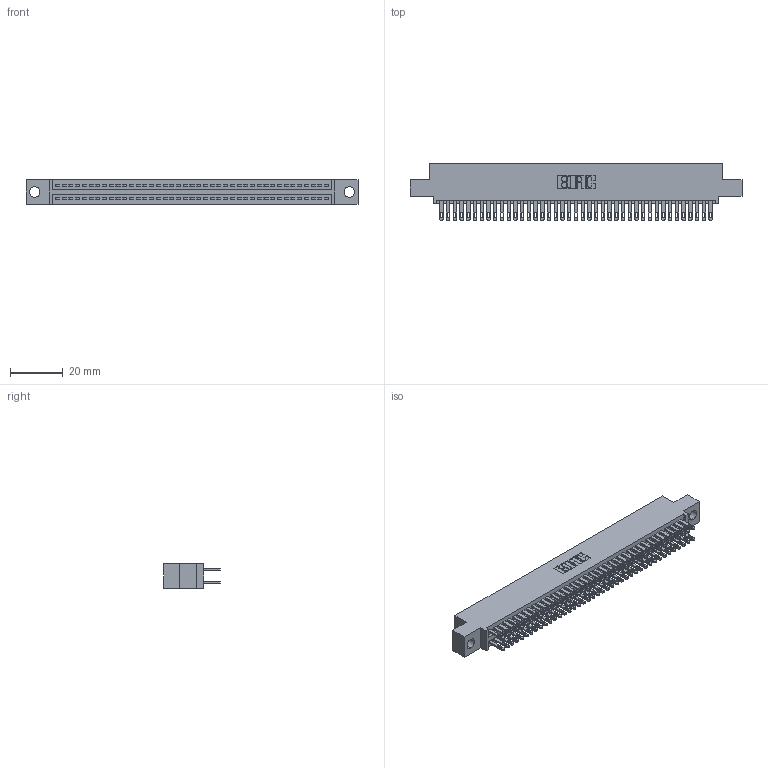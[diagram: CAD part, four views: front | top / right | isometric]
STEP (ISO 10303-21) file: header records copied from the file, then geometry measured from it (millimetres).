
FILE_DESCRIPTION (( 'STEP AP203' ), '1' );
FILE_NAME ('345-082-500-504.STEP', '2018-10-03T20:52:37', ( '' ), ( '' ), 'SwSTEP 2.0', 'SolidWorks 2016', '' );
FILE_SCHEMA (( 'CONFIG_CONTROL_DESIGN' ));
Length unit declared in the file: inch
Products named in the file (3): 345 Part_0.110 Offset - 0.156 Dia-TH; 345-292-001_345-293-100; 345-082-500-504
Assembly tree (83 placements, depth 2):
  345-082-500-504
    345 Part_0.110 Offset - 0.156 Dia-TH
    345-292-001_345-293-100  x82
Bounding box: 125.35 x 21.51 x 9.4 mm (x, y, z)
Volume: 12256.6 mm3; surface area: 18842.3 mm2
Topology: 83 solids, 83 shells, 3902 faces, 11915 edges, 7942 vertices
Faces by surface type: plane 2298, cylinder 1604
Entity records: 32369 total; most frequent: CARTESIAN_POINT 5428, ORIENTED_EDGE 5362, DIRECTION 4789, EDGE_CURVE 2681, VECTOR 2381, LINE 2381, VERTEX_POINT 1786, AXIS2_PLACEMENT_3D 1204
